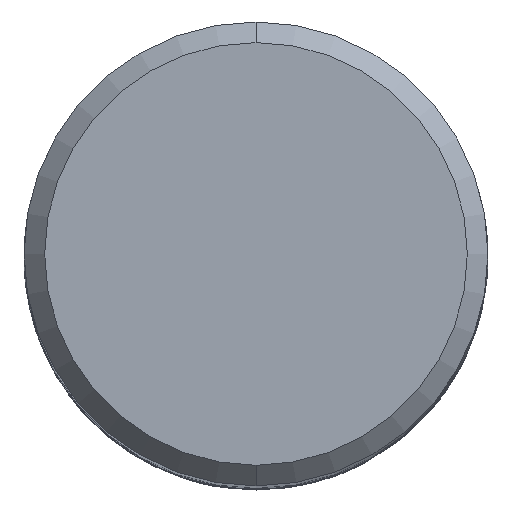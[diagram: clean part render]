
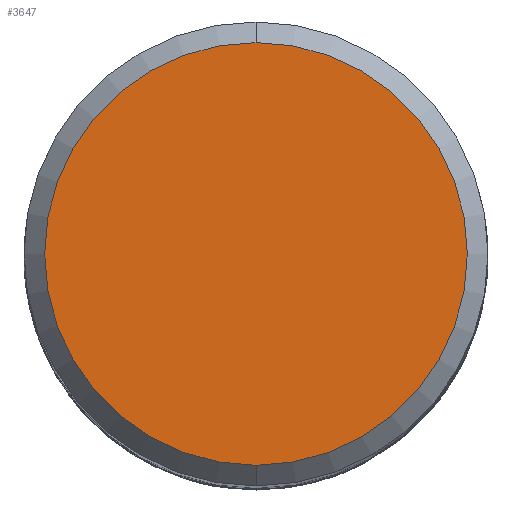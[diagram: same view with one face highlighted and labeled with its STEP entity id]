
A CAD part, top view. The second image highlights one B-rep face of the part: STEP entity #3647.
In plain terms, the highlighted planar face has unit normal (0, 0, 1).
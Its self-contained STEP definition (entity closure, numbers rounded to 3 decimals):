
#2601=EDGE_CURVE('',#4653,#4447,#6024,.T.);
#3487=EDGE_CURVE('',#4447,#4653,#6979,.T.);
#3647=ADVANCED_FACE('',(#7153),#7154,.T.);
#4447=VERTEX_POINT('',#8033);
#4653=VERTEX_POINT('',#8259);
#6024=CIRCLE('',#22280,8.2);
#6979=CIRCLE('',#30131,8.2);
#7153=FACE_OUTER_BOUND('',#31457,.T.);
#7154=PLANE('',#31458);
#8033=CARTESIAN_POINT('',(0.,-8.2,0.0));
#8259=CARTESIAN_POINT('',(0.0,8.2,0.0));
#22280=AXIS2_PLACEMENT_3D('',#49753,#49754,#49755);
#30131=AXIS2_PLACEMENT_3D('',#50735,#50736,#50737);
#31457=EDGE_LOOP('',(#51008,#51009));
#31458=AXIS2_PLACEMENT_3D('',#51010,#51011,#51012);
#49753=CARTESIAN_POINT('',(0.0,0.0,0.0));
#49754=DIRECTION('',(0.0,0.0,-1.0));
#49755=DIRECTION('',(0.0,1.0,0.0));
#50735=CARTESIAN_POINT('',(0.0,0.0,0.0));
#50736=DIRECTION('',(0.0,0.0,-1.0));
#50737=DIRECTION('',(0.0,1.0,0.0));
#51008=ORIENTED_EDGE('',*,*,#2601,.F.);
#51009=ORIENTED_EDGE('',*,*,#3487,.F.);
#51010=CARTESIAN_POINT('',(0.0,4.1,0.0));
#51011=DIRECTION('',(-0.0,0.0,1.0));
#51012=DIRECTION('',(0.0,-1.0,0.0));
